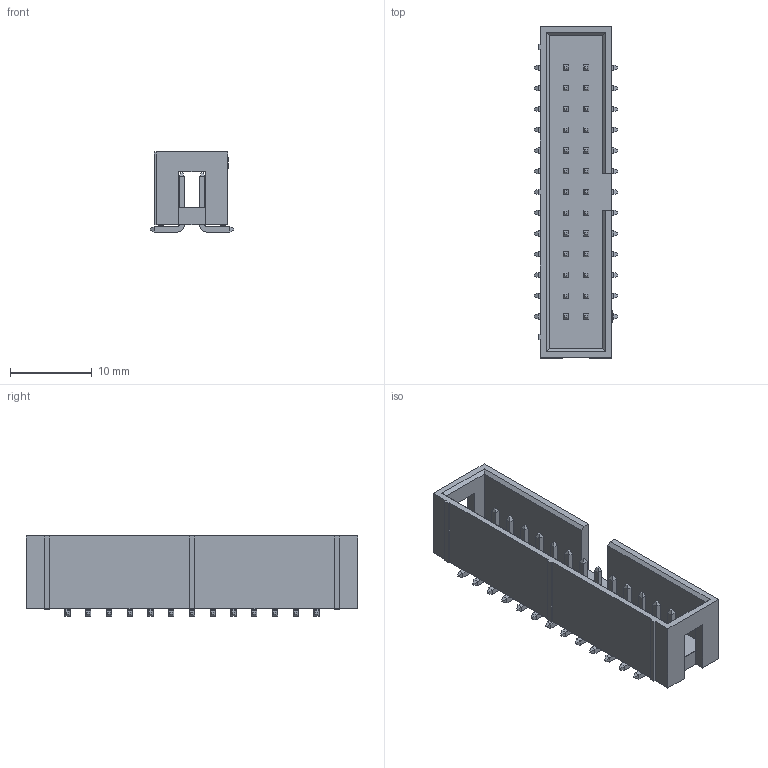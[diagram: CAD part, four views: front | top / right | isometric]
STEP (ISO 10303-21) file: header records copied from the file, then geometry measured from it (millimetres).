
FILE_DESCRIPTION(/* description */ (''),/* implementation_level */ '2;1');
FILE_NAME(/* name */ '3020-26-0300-00.step',/* time_stamp */ '2022-04-25T12:59:28-07:00',/* author */ (''),/* organization */ (''),/* preprocessor_version */ 'ST-DEVELOPER v18.1',/* originating_system */ 'Autodesk Translation Framework v10.14.0.1471',/* authorisation */ '');
FILE_SCHEMA (('AUTOMOTIVE_DESIGN { 1 0 10303 214 3 1 1 }'));
Length unit declared in the file: millimetre
Products named in the file (2): 3020-26-0300-00; 3020-26-0300-00_1
Assembly tree (1 placements, depth 2):
  3020-26-0300-00
    3020-26-0300-00_1
Bounding box: 10.2 x 40.64 x 9.8 mm (x, y, z)
Surface area: 2828.8 mm2 (no closed solid volume)
Topology: 0 solids, 531 shells, 531 faces, 2408 edges, 2408 vertices
Faces by surface type: plane 471, cylinder 60
Entity records: 25425 total; most frequent: CARTESIAN_POINT 5350, DIRECTION 3708, VERTEX_POINT 2408, EDGE_CURVE 2408, ORIENTED_EDGE 2408, LINE 2176, VECTOR 2176, AXIS2_PLACEMENT_3D 766
